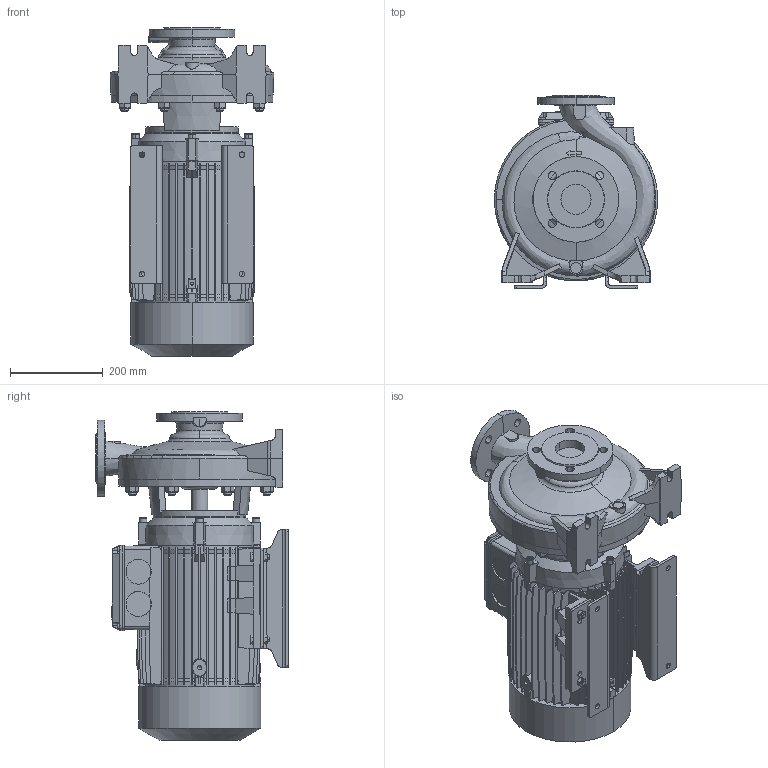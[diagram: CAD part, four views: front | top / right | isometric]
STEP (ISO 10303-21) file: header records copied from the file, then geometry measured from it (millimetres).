
FILE_DESCRIPTION (( 'STEP AP214' ), '1' );
FILE_NAME ('4.93.603.32swa01.step', '2022-12-13T09:46:25', ( '' ), ( '' ), 'SwSTEP 2.0', 'SolidWorks 2020', '' );
FILE_SCHEMA (( 'AUTOMOTIVE_DESIGN' ));
Length unit declared in the file: millimetre
Products named in the file (4): 4.93.603.32swa01; 10008958swp01_132M-R3; Copia di 4_93_603_31_REV00^4.93.603.32swa01; 10007670swn00_M32x1.5
Assembly tree (4 placements, depth 2):
  4.93.603.32swa01
    Copia di 4_93_603_31_REV00^4.93.603.32swa01
    10008958swp01_132M-R3
    10007670swn00_M32x1.5  x2
Bounding box: 353.13 x 417 x 709 mm (x, y, z)
Volume: 35781446.1 mm3; surface area: 2219717.3 mm2
Topology: 28 solids, 28 shells, 2267 faces, 5914 edges, 3807 vertices
Faces by surface type: plane 1221, cone 438, cylinder 372, bspline 218, torus 18
Entity records: 99222 total; most frequent: CARTESIAN_POINT 47590, ORIENTED_EDGE 11458, DIRECTION 9111, EDGE_CURVE 5729, VERTEX_POINT 3709, LINE 3065, VECTOR 3065, AXIS2_PLACEMENT_3D 3023
